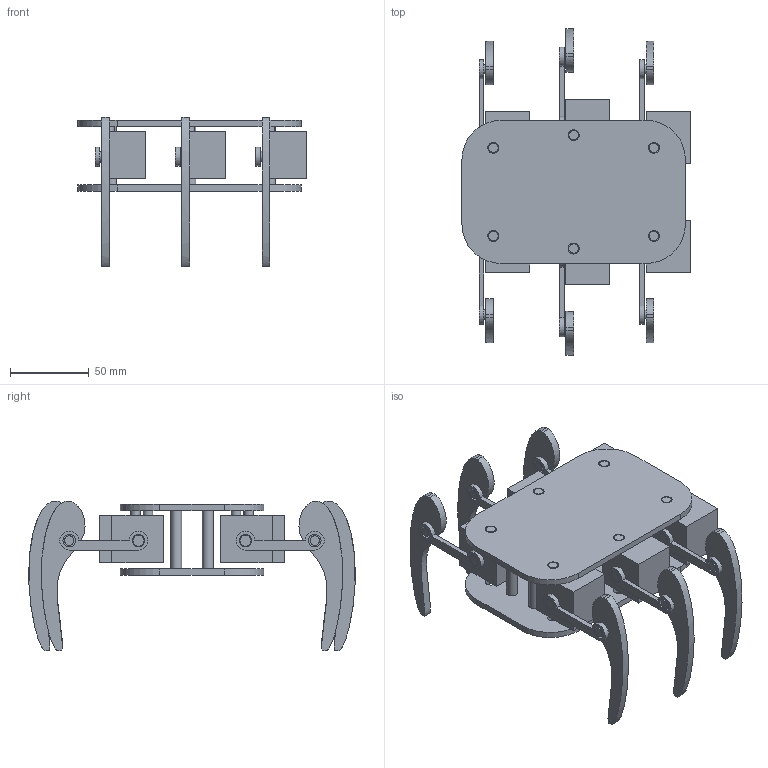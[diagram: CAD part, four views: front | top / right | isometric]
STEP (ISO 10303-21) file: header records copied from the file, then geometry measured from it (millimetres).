
FILE_DESCRIPTION(/* description */ ('','CAx-IF Rec.Pracs.---Representation and Presentation of Product Manufacturing Information (PMI)---4.0---2014-10-13'),/* implementation_level */ '2;1');
FILE_NAME(/* name */ 'Hexapod Simulation Model v5.step',/* time_stamp */ '2024-12-25T00:49:13+05:30',/* author */ (''),/* organization */ (''),/* preprocessor_version */ 'ST-DEVELOPER v20',/* originating_system */ 'Autodesk Translation Framework v13.20.0.188',/* authorisation */ '');
FILE_SCHEMA (('AP242_MANAGED_MODEL_BASED_3D_ENGINEERING_MIM_LF { 1 0 10303 442 1 1 4 }'));
Length unit declared in the file: millimetre
Products named in the file (20): Hexapod Simulation Model; Hexapod; 12; 13; 5; 6; 10; 11; 19; 1; 18; 17; 16; 2; 3; 15; 14; 7; 8; 4
Assembly tree (19 placements, depth 3):
  Hexapod Simulation Model
    Hexapod
      12
      13
      5
      6
      10
      11
      19
      1
      18
      17
      16
      2
      3
      15
      14
      7
      8
      4
Bounding box: 145 x 207.56 x 95 mm (x, y, z)
Volume: 319549.9 mm3; surface area: 121383.7 mm2
Topology: 19 solids, 19 shells, 194 faces, 408 edges, 272 vertices
Faces by surface type: plane 114, cylinder 68, bspline 12
Full cylindrical faces by diameter (mm): 6 x12, 7 x24, 8 x12
Entity records: 7082 total; most frequent: CARTESIAN_POINT 2173, DIRECTION 962, ORIENTED_EDGE 816, EDGE_CURVE 408, AXIS2_PLACEMENT_3D 357, EDGE_LOOP 272, VERTEX_POINT 272, LINE 248
